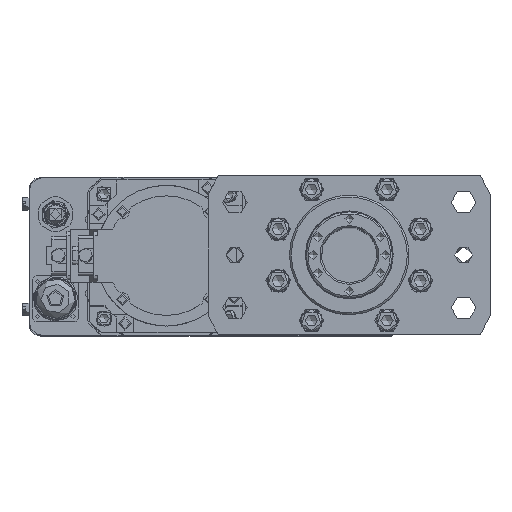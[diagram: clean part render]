
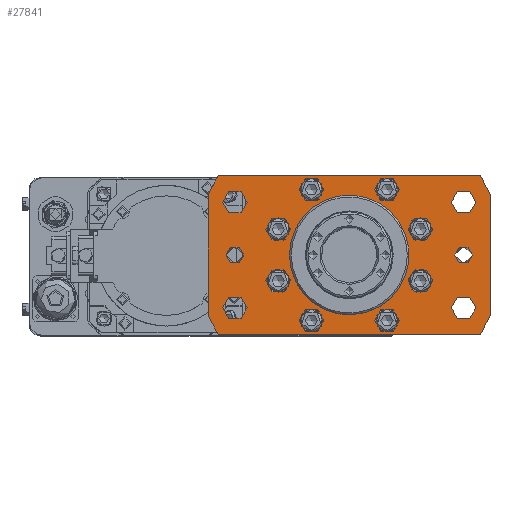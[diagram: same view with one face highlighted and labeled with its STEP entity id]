
A CAD part, top view. The second image highlights one B-rep face of the part: STEP entity #27841.
In plain terms, the highlighted planar face has unit normal (0, 0, 1).
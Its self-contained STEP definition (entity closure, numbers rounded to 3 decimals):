
#2591=PLANE('',#30201);
#3774=LINE('',#43841,#5627);
#3778=LINE('',#43853,#5631);
#3782=LINE('',#43865,#5635);
#3786=LINE('',#43876,#5639);
#5627=VECTOR('',#35017,148.916);
#5631=VECTOR('',#35029,68.381);
#5635=VECTOR('',#35041,148.916);
#5639=VECTOR('',#35053,68.381);
#7163=FACE_BOUND('',#10540,.T.);
#7164=FACE_BOUND('',#10541,.T.);
#7165=FACE_BOUND('',#10542,.T.);
#7166=FACE_BOUND('',#10543,.T.);
#7167=FACE_BOUND('',#10544,.T.);
#7168=FACE_BOUND('',#10545,.T.);
#7169=FACE_BOUND('',#10546,.T.);
#7170=FACE_BOUND('',#10547,.T.);
#7171=FACE_BOUND('',#10548,.T.);
#7172=FACE_BOUND('',#10549,.T.);
#7173=FACE_BOUND('',#10550,.T.);
#7174=FACE_BOUND('',#10551,.T.);
#7175=FACE_BOUND('',#10552,.T.);
#7176=FACE_BOUND('',#10553,.T.);
#7177=FACE_BOUND('',#10554,.T.);
#8635=FACE_OUTER_BOUND('',#10539,.T.);
#10539=EDGE_LOOP('',(#21878,#21879,#21880,#21881,#21882,#21883,#21884,#21885));
#10540=EDGE_LOOP('',(#21886));
#10541=EDGE_LOOP('',(#21887));
#10542=EDGE_LOOP('',(#21888));
#10543=EDGE_LOOP('',(#21889));
#10544=EDGE_LOOP('',(#21890));
#10545=EDGE_LOOP('',(#21891));
#10546=EDGE_LOOP('',(#21892));
#10547=EDGE_LOOP('',(#21893));
#10548=EDGE_LOOP('',(#21894));
#10549=EDGE_LOOP('',(#21895));
#10550=EDGE_LOOP('',(#21896));
#10551=EDGE_LOOP('',(#21897));
#10552=EDGE_LOOP('',(#21898));
#10553=EDGE_LOOP('',(#21899));
#10554=EDGE_LOOP('',(#21900));
#12501=CIRCLE('',#30134,34.);
#12504=CIRCLE('',#30138,7.);
#12507=CIRCLE('',#30142,7.);
#12510=CIRCLE('',#30146,7.);
#12513=CIRCLE('',#30150,7.);
#12516=CIRCLE('',#30154,7.);
#12519=CIRCLE('',#30158,7.);
#12522=CIRCLE('',#30162,7.);
#12525=CIRCLE('',#30166,7.);
#12526=CIRCLE('',#30168,5.);
#12528=CIRCLE('',#30171,5.);
#12530=CIRCLE('',#30174,7.);
#12532=CIRCLE('',#30177,7.);
#12534=CIRCLE('',#30180,7.);
#12536=CIRCLE('',#30183,7.);
#12538=CIRCLE('',#30186,87.);
#12540=CIRCLE('',#30190,87.);
#12542=CIRCLE('',#30194,87.);
#12544=CIRCLE('',#30198,87.);
#14195=VERTEX_POINT('',#43710);
#14200=VERTEX_POINT('',#43721);
#14205=VERTEX_POINT('',#43732);
#14210=VERTEX_POINT('',#43743);
#14215=VERTEX_POINT('',#43754);
#14220=VERTEX_POINT('',#43765);
#14225=VERTEX_POINT('',#43776);
#14230=VERTEX_POINT('',#43787);
#14235=VERTEX_POINT('',#43798);
#14236=VERTEX_POINT('',#43801);
#14238=VERTEX_POINT('',#43806);
#14240=VERTEX_POINT('',#43811);
#14242=VERTEX_POINT('',#43816);
#14244=VERTEX_POINT('',#43821);
#14246=VERTEX_POINT('',#43826);
#14248=VERTEX_POINT('',#43831);
#14249=VERTEX_POINT('',#43832);
#14252=VERTEX_POINT('',#43840);
#14254=VERTEX_POINT('',#43846);
#14256=VERTEX_POINT('',#43852);
#14258=VERTEX_POINT('',#43858);
#14260=VERTEX_POINT('',#43864);
#14262=VERTEX_POINT('',#43870);
#17067=EDGE_CURVE('',#14195,#14195,#12501,.T.);
#17072=EDGE_CURVE('',#14200,#14200,#12504,.T.);
#17077=EDGE_CURVE('',#14205,#14205,#12507,.T.);
#17082=EDGE_CURVE('',#14210,#14210,#12510,.T.);
#17087=EDGE_CURVE('',#14215,#14215,#12513,.T.);
#17092=EDGE_CURVE('',#14220,#14220,#12516,.T.);
#17097=EDGE_CURVE('',#14225,#14225,#12519,.T.);
#17102=EDGE_CURVE('',#14230,#14230,#12522,.T.);
#17107=EDGE_CURVE('',#14235,#14235,#12525,.T.);
#17108=EDGE_CURVE('',#14236,#14236,#12526,.T.);
#17110=EDGE_CURVE('',#14238,#14238,#12528,.T.);
#17112=EDGE_CURVE('',#14240,#14240,#12530,.T.);
#17114=EDGE_CURVE('',#14242,#14242,#12532,.T.);
#17116=EDGE_CURVE('',#14244,#14244,#12534,.T.);
#17118=EDGE_CURVE('',#14246,#14246,#12536,.T.);
#17120=EDGE_CURVE('',#14248,#14249,#12538,.T.);
#17124=EDGE_CURVE('',#14252,#14248,#3774,.T.);
#17127=EDGE_CURVE('',#14254,#14252,#12540,.T.);
#17130=EDGE_CURVE('',#14256,#14254,#3778,.T.);
#17133=EDGE_CURVE('',#14258,#14256,#12542,.T.);
#17136=EDGE_CURVE('',#14260,#14258,#3782,.T.);
#17139=EDGE_CURVE('',#14262,#14260,#12544,.T.);
#17142=EDGE_CURVE('',#14249,#14262,#3786,.T.);
#21878=ORIENTED_EDGE('',*,*,#17142,.F.);
#21879=ORIENTED_EDGE('',*,*,#17120,.F.);
#21880=ORIENTED_EDGE('',*,*,#17124,.F.);
#21881=ORIENTED_EDGE('',*,*,#17127,.F.);
#21882=ORIENTED_EDGE('',*,*,#17130,.F.);
#21883=ORIENTED_EDGE('',*,*,#17133,.F.);
#21884=ORIENTED_EDGE('',*,*,#17136,.F.);
#21885=ORIENTED_EDGE('',*,*,#17139,.F.);
#21886=ORIENTED_EDGE('',*,*,#17072,.T.);
#21887=ORIENTED_EDGE('',*,*,#17077,.T.);
#21888=ORIENTED_EDGE('',*,*,#17082,.T.);
#21889=ORIENTED_EDGE('',*,*,#17087,.T.);
#21890=ORIENTED_EDGE('',*,*,#17092,.T.);
#21891=ORIENTED_EDGE('',*,*,#17097,.T.);
#21892=ORIENTED_EDGE('',*,*,#17102,.T.);
#21893=ORIENTED_EDGE('',*,*,#17107,.T.);
#21894=ORIENTED_EDGE('',*,*,#17108,.T.);
#21895=ORIENTED_EDGE('',*,*,#17110,.T.);
#21896=ORIENTED_EDGE('',*,*,#17112,.T.);
#21897=ORIENTED_EDGE('',*,*,#17114,.T.);
#21898=ORIENTED_EDGE('',*,*,#17116,.T.);
#21899=ORIENTED_EDGE('',*,*,#17118,.T.);
#21900=ORIENTED_EDGE('',*,*,#17067,.T.);
#27841=ADVANCED_FACE('',(#8635,#7163,#7164,#7165,#7166,#7167,#7168,#7169,
#7170,#7171,#7172,#7173,#7174,#7175,#7176,#7177),#2591,.F.);
#30134=AXIS2_PLACEMENT_3D('',#43711,#34889,#34890);
#30138=AXIS2_PLACEMENT_3D('',#43722,#34899,#34900);
#30142=AXIS2_PLACEMENT_3D('',#43733,#34909,#34910);
#30146=AXIS2_PLACEMENT_3D('',#43744,#34919,#34920);
#30150=AXIS2_PLACEMENT_3D('',#43755,#34929,#34930);
#30154=AXIS2_PLACEMENT_3D('',#43766,#34939,#34940);
#30158=AXIS2_PLACEMENT_3D('',#43777,#34949,#34950);
#30162=AXIS2_PLACEMENT_3D('',#43788,#34959,#34960);
#30166=AXIS2_PLACEMENT_3D('',#43799,#34969,#34970);
#30168=AXIS2_PLACEMENT_3D('',#43802,#34973,#34974);
#30171=AXIS2_PLACEMENT_3D('',#43807,#34979,#34980);
#30174=AXIS2_PLACEMENT_3D('',#43812,#34985,#34986);
#30177=AXIS2_PLACEMENT_3D('',#43817,#34991,#34992);
#30180=AXIS2_PLACEMENT_3D('',#43822,#34997,#34998);
#30183=AXIS2_PLACEMENT_3D('',#43827,#35003,#35004);
#30186=AXIS2_PLACEMENT_3D('',#43833,#35009,#35010);
#30190=AXIS2_PLACEMENT_3D('',#43847,#35022,#35023);
#30194=AXIS2_PLACEMENT_3D('',#43859,#35034,#35035);
#30198=AXIS2_PLACEMENT_3D('',#43871,#35046,#35047);
#30201=AXIS2_PLACEMENT_3D('',#43878,#35055,#35056);
#34889=DIRECTION('center_axis',(0.,0.,-1.));
#34890=DIRECTION('ref_axis',(1.,0.,0.));
#34899=DIRECTION('center_axis',(0.,0.,-1.));
#34900=DIRECTION('ref_axis',(1.,0.,0.));
#34909=DIRECTION('center_axis',(0.,0.,-1.));
#34910=DIRECTION('ref_axis',(1.,0.,0.));
#34919=DIRECTION('center_axis',(0.,0.,-1.));
#34920=DIRECTION('ref_axis',(1.,0.,0.));
#34929=DIRECTION('center_axis',(0.,0.,-1.));
#34930=DIRECTION('ref_axis',(1.,0.,0.));
#34939=DIRECTION('center_axis',(0.,0.,-1.));
#34940=DIRECTION('ref_axis',(-1.,0.,0.));
#34949=DIRECTION('center_axis',(0.,0.,-1.));
#34950=DIRECTION('ref_axis',(-1.,0.,0.));
#34959=DIRECTION('center_axis',(0.,0.,-1.));
#34960=DIRECTION('ref_axis',(-1.,0.,0.));
#34969=DIRECTION('center_axis',(0.,0.,-1.));
#34970=DIRECTION('ref_axis',(-1.,0.,0.));
#34973=DIRECTION('center_axis',(0.,0.,-1.));
#34974=DIRECTION('ref_axis',(-1.,0.,0.));
#34979=DIRECTION('center_axis',(0.,0.,-1.));
#34980=DIRECTION('ref_axis',(1.,0.,0.));
#34985=DIRECTION('center_axis',(0.,0.,-1.));
#34986=DIRECTION('ref_axis',(1.,0.,0.));
#34991=DIRECTION('center_axis',(0.,0.,-1.));
#34992=DIRECTION('ref_axis',(1.,0.,0.));
#34997=DIRECTION('center_axis',(0.,0.,-1.));
#34998=DIRECTION('ref_axis',(1.,0.,0.));
#35003=DIRECTION('center_axis',(0.,0.,-1.));
#35004=DIRECTION('ref_axis',(1.,0.,0.));
#35009=DIRECTION('center_axis',(0.,0.,-1.));
#35010=DIRECTION('ref_axis',(-0.856,-0.517,0.));
#35017=DIRECTION('',(-1.,0.,0.));
#35022=DIRECTION('center_axis',(0.,0.,-1.));
#35023=DIRECTION('ref_axis',(0.92,-0.393,0.));
#35029=DIRECTION('',(0.,-1.,0.));
#35034=DIRECTION('center_axis',(0.,0.,-1.));
#35035=DIRECTION('ref_axis',(0.856,0.517,0.));
#35041=DIRECTION('',(1.,0.,0.));
#35046=DIRECTION('center_axis',(0.,0.,-1.));
#35047=DIRECTION('ref_axis',(-0.92,0.393,0.));
#35053=DIRECTION('',(0.,1.,0.));
#35055=DIRECTION('center_axis',(0.,0.,-1.));
#35056=DIRECTION('ref_axis',(1.,0.,0.));
#43710=CARTESIAN_POINT('',(-34.,0.,505.));
#43711=CARTESIAN_POINT('Origin',(0.,0.,505.));
#43721=CARTESIAN_POINT('',(-33.407,14.707,505.));
#43722=CARTESIAN_POINT('Origin',(-40.407,14.707,505.));
#43732=CARTESIAN_POINT('',(-14.5,-37.239,505.));
#43733=CARTESIAN_POINT('Origin',(-21.5,-37.239,505.));
#43743=CARTESIAN_POINT('',(-33.407,-14.707,505.));
#43744=CARTESIAN_POINT('Origin',(-40.407,-14.707,505.));
#43754=CARTESIAN_POINT('',(-14.5,37.239,505.));
#43755=CARTESIAN_POINT('Origin',(-21.5,37.239,505.));
#43765=CARTESIAN_POINT('',(33.407,14.707,505.));
#43766=CARTESIAN_POINT('Origin',(40.407,14.707,505.));
#43776=CARTESIAN_POINT('',(14.5,-37.239,505.));
#43777=CARTESIAN_POINT('Origin',(21.5,-37.239,505.));
#43787=CARTESIAN_POINT('',(33.407,-14.707,505.));
#43788=CARTESIAN_POINT('Origin',(40.407,-14.707,505.));
#43798=CARTESIAN_POINT('',(14.5,37.239,505.));
#43799=CARTESIAN_POINT('Origin',(21.5,37.239,505.));
#43801=CARTESIAN_POINT('',(70.,0.,505.));
#43802=CARTESIAN_POINT('Origin',(65.,0.,505.));
#43806=CARTESIAN_POINT('',(-70.,0.,505.));
#43807=CARTESIAN_POINT('Origin',(-65.,0.,505.));
#43811=CARTESIAN_POINT('',(58.,-30.,505.));
#43812=CARTESIAN_POINT('Origin',(65.,-30.,505.));
#43816=CARTESIAN_POINT('',(-72.,30.,505.));
#43817=CARTESIAN_POINT('Origin',(-65.,30.,505.));
#43821=CARTESIAN_POINT('',(58.,30.,505.));
#43822=CARTESIAN_POINT('Origin',(65.,30.,505.));
#43826=CARTESIAN_POINT('',(-72.,-30.,505.));
#43827=CARTESIAN_POINT('Origin',(-65.,-30.,505.));
#43831=CARTESIAN_POINT('',(-74.458,-45.,505.));
#43832=CARTESIAN_POINT('',(-80.,-34.191,505.));
#43833=CARTESIAN_POINT('Origin',(0.,0.,505.));
#43840=CARTESIAN_POINT('',(74.458,-45.,505.));
#43841=CARTESIAN_POINT('',(80.,-45.,505.));
#43846=CARTESIAN_POINT('',(80.,-34.191,505.));
#43847=CARTESIAN_POINT('Origin',(0.,0.,505.));
#43852=CARTESIAN_POINT('',(80.,34.191,505.));
#43853=CARTESIAN_POINT('',(80.,45.,505.));
#43858=CARTESIAN_POINT('',(74.458,45.,505.));
#43859=CARTESIAN_POINT('Origin',(0.,0.,505.));
#43864=CARTESIAN_POINT('',(-74.458,45.,505.));
#43865=CARTESIAN_POINT('',(-74.458,45.,505.));
#43870=CARTESIAN_POINT('',(-80.,34.191,505.));
#43871=CARTESIAN_POINT('Origin',(0.,0.,505.));
#43876=CARTESIAN_POINT('',(-80.,-34.191,505.));
#43878=CARTESIAN_POINT('Origin',(0.,0.,
505.));
